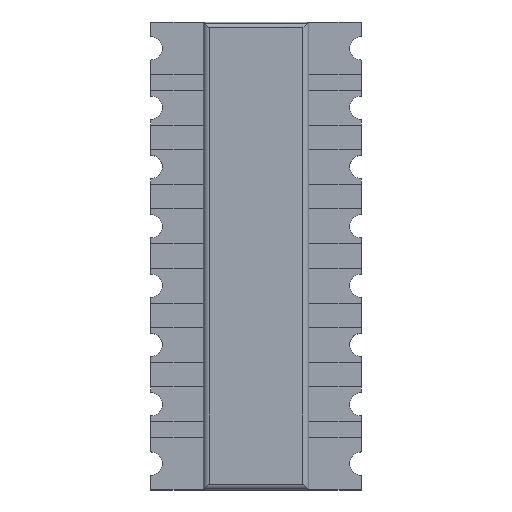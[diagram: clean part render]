
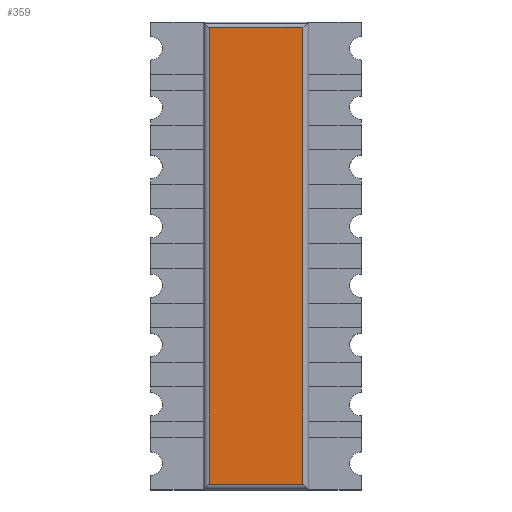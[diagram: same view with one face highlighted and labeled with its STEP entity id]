
A CAD part, top view. The second image highlights one B-rep face of the part: STEP entity #359.
In plain terms, the highlighted planar face has unit normal (0, 0, 1).
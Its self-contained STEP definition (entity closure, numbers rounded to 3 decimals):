
#80=CARTESIAN_POINT('',(0.4,1.95,0.6));
#81=VERTEX_POINT('',#80);
#89=CARTESIAN_POINT('',(0.4,-1.95,0.6));
#90=VERTEX_POINT('',#89);
#91=CARTESIAN_POINT('',(0.4,1.95,0.6));
#92=DIRECTION('',(0.0,-1.0,0.0));
#93=VECTOR('',#92,3.9);
#94=LINE('',#91,#93);
#95=EDGE_CURVE('',#81,#90,#94,.T.);
#121=CARTESIAN_POINT('',(-0.4,-1.95,0.6));
#122=VERTEX_POINT('',#121);
#123=CARTESIAN_POINT('',(0.4,-1.95,0.6));
#124=DIRECTION('',(-1.0,0.0,0.0));
#125=VECTOR('',#124,0.8);
#126=LINE('',#123,#125);
#127=EDGE_CURVE('',#90,#122,#126,.T.);
#153=CARTESIAN_POINT('',(-0.4,1.95,0.6));
#154=VERTEX_POINT('',#153);
#155=CARTESIAN_POINT('',(-0.4,-1.95,0.6));
#156=DIRECTION('',(0.0,1.0,0.0));
#157=VECTOR('',#156,3.9);
#158=LINE('',#155,#157);
#159=EDGE_CURVE('',#122,#154,#158,.T.);
#183=CARTESIAN_POINT('',(-0.4,1.95,0.6));
#184=DIRECTION('',(1.0,0.0,0.0));
#185=VECTOR('',#184,0.8);
#186=LINE('',#183,#185);
#187=EDGE_CURVE('',#154,#81,#186,.T.);
#348=CARTESIAN_POINT('',(0.,0.,0.6));
#349=DIRECTION('',(0.0,0.0,1.0));
#350=DIRECTION('',(0.0,1.0,0.0));
#351=AXIS2_PLACEMENT_3D('',#348,#349,#350);
#352=PLANE('',#351);
#353=ORIENTED_EDGE('',*,*,#187,.F.);
#354=ORIENTED_EDGE('',*,*,#159,.F.);
#355=ORIENTED_EDGE('',*,*,#127,.F.);
#356=ORIENTED_EDGE('',*,*,#95,.F.);
#357=EDGE_LOOP('',(#353,#354,#355,#356));
#358=FACE_OUTER_BOUND('',#357,.T.);
#359=ADVANCED_FACE('',(#358),#352,.T.);
